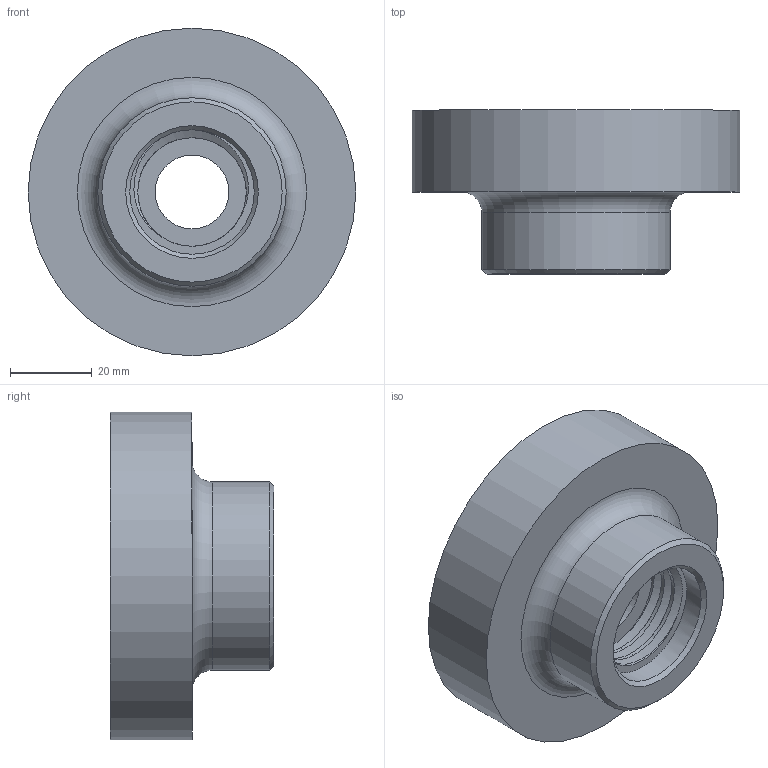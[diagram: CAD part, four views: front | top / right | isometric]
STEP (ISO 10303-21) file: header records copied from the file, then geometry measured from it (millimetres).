
FILE_DESCRIPTION(/* description */ (''),/* implementation_level */ '2;1');
FILE_NAME(/* name */ 'faux plateaux.step',/* time_stamp */ '2024-08-01T23:03:30+02:00',/* author */ (''),/* organization */ (''),/* preprocessor_version */ 'ST-DEVELOPER v20',/* originating_system */ 'Autodesk Translation Framework v13.14.0.145',/* authorisation */ '');
FILE_SCHEMA (('AUTOMOTIVE_DESIGN { 1 0 10303 214 3 1 1 }'));
Length unit declared in the file: millimetre
Products named in the file (1): Sans nom
Bounding box: 80 x 40 x 80 mm (x, y, z)
Volume: 117794.6 mm3; surface area: 20409.2 mm2
Topology: 1 solids, 1 shells, 22 faces, 51 edges, 34 vertices
Faces by surface type: cylinder 12, plane 5, cone 2, bspline 2, torus 1
Full cylindrical faces by diameter (mm): 18 x1, 26.491 x2, 30.392 x2, 30.4 x1, 46 x1, 80 x1
Entity records: 1823 total; most frequent: CARTESIAN_POINT 1303, ORIENTED_EDGE 102, DIRECTION 94, EDGE_CURVE 51, AXIS2_PLACEMENT_3D 41, VERTEX_POINT 34, EDGE_LOOP 27, FACE_OUTER_BOUND 22
